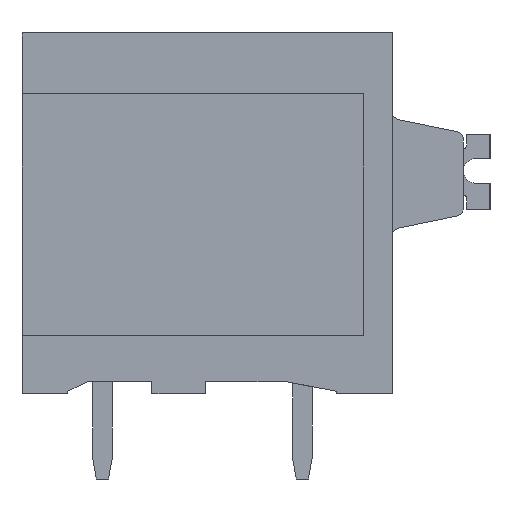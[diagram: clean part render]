
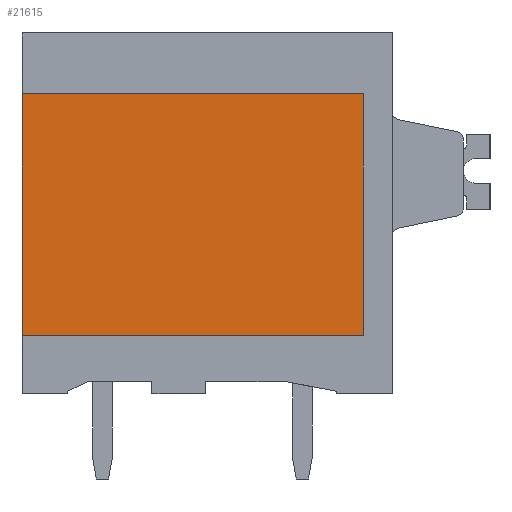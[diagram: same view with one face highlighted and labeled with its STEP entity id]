
A CAD part, left-side view. The second image highlights one B-rep face of the part: STEP entity #21615.
In plain terms, the highlighted planar face has unit normal (-1, 0, 0).
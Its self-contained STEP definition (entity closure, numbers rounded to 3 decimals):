
#8536=AXIS2_PLACEMENT_3D('Plane Axis2P3D',#8533,#8534,#8535) ;
#8533=CARTESIAN_POINT('Axis2P3D Location',(1.1,0.,0.)) ;
#21485=CARTESIAN_POINT('Vertex',(1.1,19.2,5.9)) ;
#21488=CARTESIAN_POINT('Line Origine',(1.1,19.2,10.85)) ;
#21492=CARTESIAN_POINT('Vertex',(1.1,19.2,15.8)) ;
#21565=CARTESIAN_POINT('Vertex',(1.1,5.2,5.9)) ;
#21568=CARTESIAN_POINT('Line Origine',(1.1,12.2,5.9)) ;
#21589=CARTESIAN_POINT('Vertex',(1.1,5.2,15.8)) ;
#21592=CARTESIAN_POINT('Line Origine',(1.1,5.2,10.85)) ;
#21604=CARTESIAN_POINT('Line Origine',(1.1,12.2,15.8)) ;
#8534=DIRECTION('Axis2P3D Direction',(-1.,0.,0.)) ;
#8535=DIRECTION('Axis2P3D XDirection',(0.,-1.,0.)) ;
#21489=DIRECTION('Vector Direction',(0.,0.,1.)) ;
#21569=DIRECTION('Vector Direction',(0.,1.,0.)) ;
#21593=DIRECTION('Vector Direction',(0.,0.,1.)) ;
#21605=DIRECTION('Vector Direction',(0.,1.,0.)) ;
#21490=VECTOR('Line Direction',#21489,1.) ;
#21570=VECTOR('Line Direction',#21569,1.) ;
#21594=VECTOR('Line Direction',#21593,1.) ;
#21606=VECTOR('Line Direction',#21605,1.) ;
#21610=ORIENTED_EDGE('',*,*,#21572,.F.) ;
#21611=ORIENTED_EDGE('',*,*,#21596,.T.) ;
#21612=ORIENTED_EDGE('',*,*,#21608,.T.) ;
#21613=ORIENTED_EDGE('',*,*,#21494,.F.) ;
#21615=ADVANCED_FACE('_LMF 5.00/22/90 3.5SN OR BX 1331930000',(#21614),#8537,.T.) ;
#21494=EDGE_CURVE('',#21486,#21493,#21491,.T.) ;
#21572=EDGE_CURVE('',#21566,#21486,#21571,.T.) ;
#21596=EDGE_CURVE('',#21566,#21590,#21595,.T.) ;
#21608=EDGE_CURVE('',#21590,#21493,#21607,.T.) ;
#21609=EDGE_LOOP('',(#21610,#21611,#21612,#21613)) ;
#21614=FACE_OUTER_BOUND('',#21609,.T.) ;
#21491=LINE('Line',#21488,#21490) ;
#21571=LINE('Line',#21568,#21570) ;
#21595=LINE('Line',#21592,#21594) ;
#21607=LINE('Line',#21604,#21606) ;
#8537=PLANE('',#8536) ;
#21486=VERTEX_POINT('',#21485) ;
#21493=VERTEX_POINT('',#21492) ;
#21566=VERTEX_POINT('',#21565) ;
#21590=VERTEX_POINT('',#21589) ;
